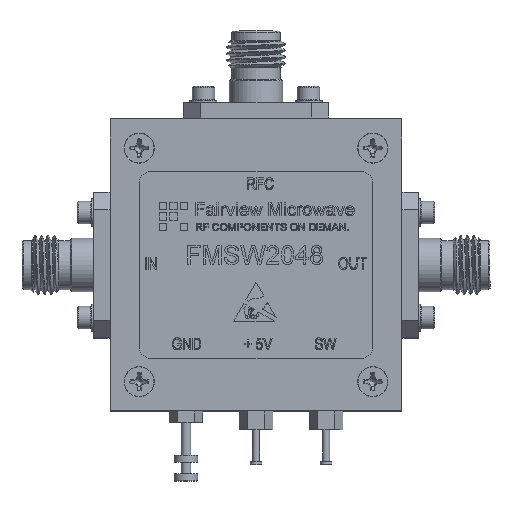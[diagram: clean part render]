
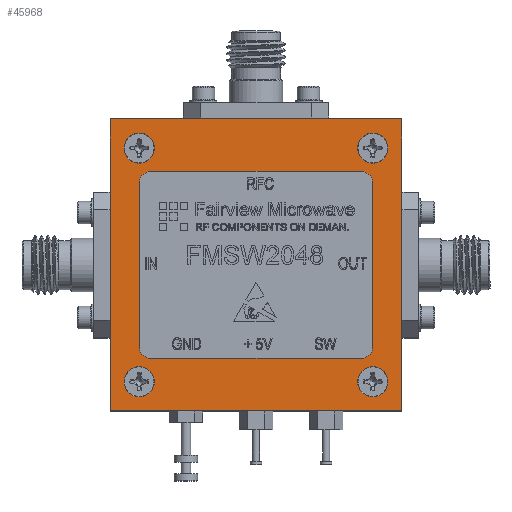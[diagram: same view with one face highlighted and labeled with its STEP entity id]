
A CAD part, top view. The second image highlights one B-rep face of the part: STEP entity #45968.
In plain terms, the highlighted planar face has unit normal (0, 0, 1).
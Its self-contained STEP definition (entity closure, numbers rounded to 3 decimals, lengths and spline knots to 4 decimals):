
#587 = CARTESIAN_POINT ( 'NONE',  ( 0., 0., 0.2815 ) ) ;
#1194 = DIRECTION ( 'NONE',  ( -1., 0., 0. ) ) ;
#1595 = CARTESIAN_POINT ( 'NONE',  ( 0.45, 0.4, 0.2815 ) ) ;
#1714 = CIRCLE ( 'NONE', #46093, 0.0645 ) ;
#1805 = LINE ( 'NONE', #11886, #10283 ) ;
#2075 = ORIENTED_EDGE ( 'NONE', *, *, #43613, .T. ) ;
#3755 = AXIS2_PLACEMENT_3D ( 'NONE', #11103, #4246, #60721 ) ;
#3869 = EDGE_CURVE ( 'NONE', #62719, #64120, #50836, .T. ) ;
#4246 = DIRECTION ( 'NONE',  ( 0., 0., 1. ) ) ;
#5107 = CARTESIAN_POINT ( 'NONE',  ( -0.4355, 0.5, 0.2815 ) ) ;
#5195 = VERTEX_POINT ( 'NONE', #9853 ) ;
#6121 = PLANE ( 'NONE',  #60313 ) ;
#6413 = AXIS2_PLACEMENT_3D ( 'NONE', #21188, #41667, #63171 ) ;
#6658 = AXIS2_PLACEMENT_3D ( 'NONE', #64517, #43688, #22533 ) ;
#6816 = VECTOR ( 'NONE', #24791, 39.3701 ) ;
#7220 = VERTEX_POINT ( 'NONE', #25309 ) ;
#9313 = DIRECTION ( 'NONE',  ( 0., 0., -1. ) ) ;
#9461 = EDGE_CURVE ( 'NONE', #44202, #11596, #33833, .T. ) ;
#9500 = VECTOR ( 'NONE', #1194, 39.3701 ) ;
#9640 = VERTEX_POINT ( 'NONE', #62071 ) ;
#9853 = CARTESIAN_POINT ( 'NONE',  ( 0.5, -0.35, 0.2815 ) ) ;
#10283 = VECTOR ( 'NONE', #17111, 39.3701 ) ;
#10284 = CARTESIAN_POINT ( 'NONE',  ( -0.5, -0.5, 0.2815 ) ) ;
#10787 = EDGE_LOOP ( 'NONE', ( #58441 ) ) ;
#11103 = CARTESIAN_POINT ( 'NONE',  ( 0.5, -0.5, 0.2815 ) ) ;
#11147 = CARTESIAN_POINT ( 'NONE',  ( 0.45, -0.4, 0.2815 ) ) ;
#11347 = FACE_BOUND ( 'NONE', #10787, .T. ) ;
#11491 = ORIENTED_EDGE ( 'NONE', *, *, #62459, .F. ) ;
#11596 = VERTEX_POINT ( 'NONE', #56983 ) ;
#11886 = CARTESIAN_POINT ( 'NONE',  ( -0.5, 0.4, 0.2815 ) ) ;
#12636 = CIRCLE ( 'NONE', #51455, 0.05 ) ;
#13004 = CARTESIAN_POINT ( 'NONE',  ( -0.5, -0.4, 0.2815 ) ) ;
#13621 = CIRCLE ( 'NONE', #16937, 0.05 ) ;
#14081 = LINE ( 'NONE', #35262, #28645 ) ;
#14646 = ORIENTED_EDGE ( 'NONE', *, *, #68557, .T. ) ;
#15036 = LINE ( 'NONE', #51851, #49408 ) ;
#15143 = DIRECTION ( 'NONE',  ( 0., 0., 1. ) ) ;
#16647 = CARTESIAN_POINT ( 'NONE',  ( 0.45, -0.35, 0.2815 ) ) ;
#16903 = FACE_BOUND ( 'NONE', #46567, .T. ) ;
#16937 = AXIS2_PLACEMENT_3D ( 'NONE', #36434, #21171, #32256 ) ;
#17111 = DIRECTION ( 'NONE',  ( -1., 0., 0. ) ) ;
#18888 = AXIS2_PLACEMENT_3D ( 'NONE', #19733, #66913, #62052 ) ;
#19733 = CARTESIAN_POINT ( 'NONE',  ( 0.5, 0.5, 0.2815 ) ) ;
#19796 = ORIENTED_EDGE ( 'NONE', *, *, #3869, .F. ) ;
#20031 = CIRCLE ( 'NONE', #18888, 0.0645 ) ;
#21171 = DIRECTION ( 'NONE',  ( 0., 0., -1. ) ) ;
#21188 = CARTESIAN_POINT ( 'NONE',  ( 0.45, 0.35, 0.2815 ) ) ;
#22533 = DIRECTION ( 'NONE',  ( 1., 0., 0. ) ) ;
#22804 = FACE_BOUND ( 'NONE', #67039, .T. ) ;
#22927 = EDGE_CURVE ( 'NONE', #30432, #59766, #27023, .T. ) ;
#23338 = VECTOR ( 'NONE', #59922, 39.3701 ) ;
#23747 = EDGE_LOOP ( 'NONE', ( #19796, #14646, #53349, #39704, #65360, #63506, #30029, #2075 ) ) ;
#24791 = DIRECTION ( 'NONE',  ( 0., -1., 0. ) ) ;
#25309 = CARTESIAN_POINT ( 'NONE',  ( -0.45, -0.4, 0.2815 ) ) ;
#25469 = CARTESIAN_POINT ( 'NONE',  ( 0.625, 0.625, 0.2815 ) ) ;
#27023 = LINE ( 'NONE', #65163, #42063 ) ;
#27457 = ORIENTED_EDGE ( 'NONE', *, *, #9461, .T. ) ;
#28645 = VECTOR ( 'NONE', #30737, 39.3701 ) ;
#30029 = ORIENTED_EDGE ( 'NONE', *, *, #66111, .F. ) ;
#30206 = AXIS2_PLACEMENT_3D ( 'NONE', #16647, #36459, #57293 ) ;
#30432 = VERTEX_POINT ( 'NONE', #52039 ) ;
#30737 = DIRECTION ( 'NONE',  ( 0., -1., 0. ) ) ;
#31237 = EDGE_CURVE ( 'NONE', #38632, #40714, #1805, .T. ) ;
#32256 = DIRECTION ( 'NONE',  ( -1., 0., 0. ) ) ;
#32469 = CARTESIAN_POINT ( 'NONE',  ( -0.625, 0.625, 0.2815 ) ) ;
#32538 = FACE_BOUND ( 'NONE', #54032, .T. ) ;
#32623 = CIRCLE ( 'NONE', #3755, 0.0645 ) ;
#33833 = LINE ( 'NONE', #32469, #9500 ) ;
#34328 = CARTESIAN_POINT ( 'NONE',  ( 0.5645, -0.5, 0.2815 ) ) ;
#35262 = CARTESIAN_POINT ( 'NONE',  ( -0.625, -0.625, 0.2815 ) ) ;
#36220 = DIRECTION ( 'NONE',  ( 0., 1., 0. ) ) ;
#36434 = CARTESIAN_POINT ( 'NONE',  ( -0.45, 0.35, 0.2815 ) ) ;
#36459 = DIRECTION ( 'NONE',  ( 0., 0., -1. ) ) ;
#36717 = CARTESIAN_POINT ( 'NONE',  ( -0.45, 0.4, 0.2815 ) ) ;
#38078 = DIRECTION ( 'NONE',  ( 0., 0., -1. ) ) ;
#38368 = EDGE_CURVE ( 'NONE', #5195, #61534, #62350, .T. ) ;
#38632 = VERTEX_POINT ( 'NONE', #1595 ) ;
#38670 = VERTEX_POINT ( 'NONE', #5107 ) ;
#38750 = FACE_OUTER_BOUND ( 'NONE', #43033, .T. ) ;
#39567 = CARTESIAN_POINT ( 'NONE',  ( 0.625, -0.625, 0.2815 ) ) ;
#39704 = ORIENTED_EDGE ( 'NONE', *, *, #55223, .T. ) ;
#40714 = VERTEX_POINT ( 'NONE', #36717 ) ;
#41667 = DIRECTION ( 'NONE',  ( 0., 0., -1. ) ) ;
#41890 = DIRECTION ( 'NONE',  ( 1., 0., 0. ) ) ;
#41955 = ORIENTED_EDGE ( 'NONE', *, *, #56168, .T. ) ;
#42063 = VECTOR ( 'NONE', #54429, 39.3701 ) ;
#42287 = CARTESIAN_POINT ( 'NONE',  ( 0.5645, 0.5, 0.2815 ) ) ;
#43033 = EDGE_LOOP ( 'NONE', ( #53877, #27457, #41955, #63520 ) ) ;
#43284 = EDGE_CURVE ( 'NONE', #49605, #49605, #32623, .T. ) ;
#43362 = VERTEX_POINT ( 'NONE', #54152 ) ;
#43613 = EDGE_CURVE ( 'NONE', #7220, #64120, #12636, .T. ) ;
#43688 = DIRECTION ( 'NONE',  ( 0., 0., 1. ) ) ;
#44096 = CIRCLE ( 'NONE', #6413, 0.05 ) ;
#44202 = VERTEX_POINT ( 'NONE', #25469 ) ;
#45100 = DIRECTION ( 'NONE',  ( -1., 0., 0. ) ) ;
#45968 = ADVANCED_FACE ( 'NONE', ( #38750, #11347, #16903, #22804, #32538, #59255 ), #6121, .F. ) ;
#46093 = AXIS2_PLACEMENT_3D ( 'NONE', #10284, #15143, #41890 ) ;
#46567 = EDGE_LOOP ( 'NONE', ( #49810 ) ) ;
#46763 = DIRECTION ( 'NONE',  ( 1., 0., 0. ) ) ;
#47451 = CARTESIAN_POINT ( 'NONE',  ( -0.5, -0.4, 0.2815 ) ) ;
#49408 = VECTOR ( 'NONE', #36220, 39.3701 ) ;
#49605 = VERTEX_POINT ( 'NONE', #34328 ) ;
#49672 = EDGE_CURVE ( 'NONE', #59766, #44202, #15036, .T. ) ;
#49810 = ORIENTED_EDGE ( 'NONE', *, *, #43284, .F. ) ;
#50303 = EDGE_CURVE ( 'NONE', #9640, #9640, #1714, .T. ) ;
#50836 = LINE ( 'NONE', #13004, #6816 ) ;
#51045 = CIRCLE ( 'NONE', #6658, 0.0645 ) ;
#51455 = AXIS2_PLACEMENT_3D ( 'NONE', #56548, #9313, #45100 ) ;
#51851 = CARTESIAN_POINT ( 'NONE',  ( 0.625, -0.625, 0.2815 ) ) ;
#52039 = CARTESIAN_POINT ( 'NONE',  ( -0.625, -0.625, 0.2815 ) ) ;
#52343 = VECTOR ( 'NONE', #46763, 39.3701 ) ;
#53349 = ORIENTED_EDGE ( 'NONE', *, *, #31237, .F. ) ;
#53877 = ORIENTED_EDGE ( 'NONE', *, *, #49672, .T. ) ;
#54032 = EDGE_LOOP ( 'NONE', ( #11491 ) ) ;
#54152 = CARTESIAN_POINT ( 'NONE',  ( 0.5, 0.35, 0.2815 ) ) ;
#54429 = DIRECTION ( 'NONE',  ( 1., 0., 0. ) ) ;
#55223 = EDGE_CURVE ( 'NONE', #38632, #43362, #44096, .T. ) ;
#56168 = EDGE_CURVE ( 'NONE', #11596, #30432, #14081, .T. ) ;
#56548 = CARTESIAN_POINT ( 'NONE',  ( -0.45, -0.35, 0.2815 ) ) ;
#56983 = CARTESIAN_POINT ( 'NONE',  ( -0.625, 0.625, 0.2815 ) ) ;
#57202 = CARTESIAN_POINT ( 'NONE',  ( -0.5, 0.35, 0.2815 ) ) ;
#57293 = DIRECTION ( 'NONE',  ( -1., 0., 0. ) ) ;
#58441 = ORIENTED_EDGE ( 'NONE', *, *, #50303, .F. ) ;
#59255 = FACE_BOUND ( 'NONE', #23747, .T. ) ;
#59580 = CARTESIAN_POINT ( 'NONE',  ( 0.5, -0.4, 0.2815 ) ) ;
#59766 = VERTEX_POINT ( 'NONE', #39567 ) ;
#59922 = DIRECTION ( 'NONE',  ( 0., 1., 0. ) ) ;
#60313 = AXIS2_PLACEMENT_3D ( 'NONE', #587, #38078, #64782 ) ;
#60721 = DIRECTION ( 'NONE',  ( 1., 0., 0. ) ) ;
#61534 = VERTEX_POINT ( 'NONE', #11147 ) ;
#61592 = CARTESIAN_POINT ( 'NONE',  ( -0.5, -0.35, 0.2815 ) ) ;
#62052 = DIRECTION ( 'NONE',  ( 1., 0., 0. ) ) ;
#62071 = CARTESIAN_POINT ( 'NONE',  ( -0.4355, -0.5, 0.2815 ) ) ;
#62350 = CIRCLE ( 'NONE', #30206, 0.05 ) ;
#62459 = EDGE_CURVE ( 'NONE', #38670, #38670, #51045, .T. ) ;
#62719 = VERTEX_POINT ( 'NONE', #57202 ) ;
#62770 = EDGE_CURVE ( 'NONE', #68650, #68650, #20031, .T. ) ;
#62852 = EDGE_CURVE ( 'NONE', #5195, #43362, #64771, .T. ) ;
#63171 = DIRECTION ( 'NONE',  ( -1., 0., 0. ) ) ;
#63506 = ORIENTED_EDGE ( 'NONE', *, *, #38368, .T. ) ;
#63520 = ORIENTED_EDGE ( 'NONE', *, *, #22927, .T. ) ;
#64120 = VERTEX_POINT ( 'NONE', #61592 ) ;
#64517 = CARTESIAN_POINT ( 'NONE',  ( -0.5, 0.5, 0.2815 ) ) ;
#64771 = LINE ( 'NONE', #59580, #23338 ) ;
#64782 = DIRECTION ( 'NONE',  ( -1., 0., 0. ) ) ;
#65163 = CARTESIAN_POINT ( 'NONE',  ( -0.625, -0.625, 0.2815 ) ) ;
#65360 = ORIENTED_EDGE ( 'NONE', *, *, #62852, .F. ) ;
#66111 = EDGE_CURVE ( 'NONE', #7220, #61534, #67583, .T. ) ;
#66913 = DIRECTION ( 'NONE',  ( 0., 0., 1. ) ) ;
#67039 = EDGE_LOOP ( 'NONE', ( #67772 ) ) ;
#67583 = LINE ( 'NONE', #47451, #52343 ) ;
#67772 = ORIENTED_EDGE ( 'NONE', *, *, #62770, .F. ) ;
#68557 = EDGE_CURVE ( 'NONE', #62719, #40714, #13621, .T. ) ;
#68650 = VERTEX_POINT ( 'NONE', #42287 ) ;
